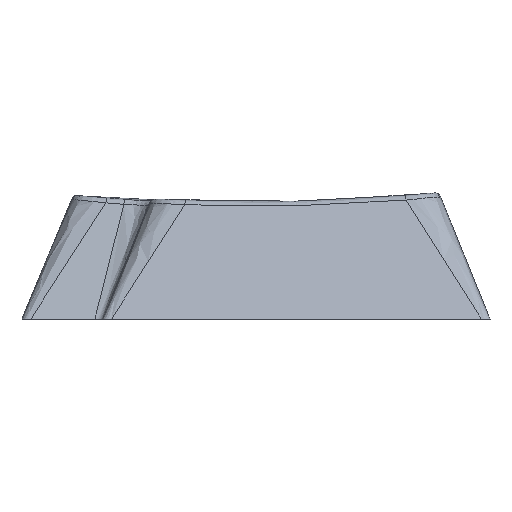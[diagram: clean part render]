
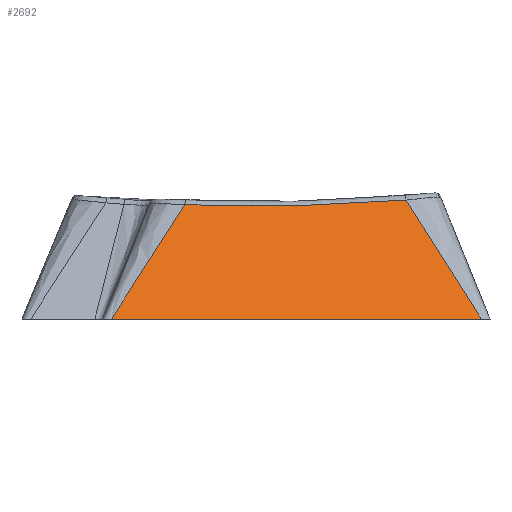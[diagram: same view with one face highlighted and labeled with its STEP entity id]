
A CAD part, front view. The second image highlights one B-rep face of the part: STEP entity #2692.
In plain terms, the highlighted free-form (B-spline) face has degree [3, 1] with [4, 2] control points.
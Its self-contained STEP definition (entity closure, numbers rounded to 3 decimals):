
#1387 = VERTEX_POINT('',#1388);
#1388 = CARTESIAN_POINT('',(10.922,-18.578,0.));
#1411 = EDGE_CURVE('',#1387,#1412,#1414,.T.);
#1412 = VERTEX_POINT('',#1413);
#1413 = CARTESIAN_POINT('',(-10.918,-18.578,0.));
#1414 = B_SPLINE_CURVE_WITH_KNOTS('',1,(#1415,#1416),.UNSPECIFIED.,.F.,
  .F.,(2,2),(324.385,346.225),.PIECEWISE_BEZIER_KNOTS.);
#1415 = CARTESIAN_POINT('',(10.922,-18.578,0.)
  );
#1416 = CARTESIAN_POINT('',(-10.918,-18.578,0.)
  );
#2247 = VERTEX_POINT('',#2248);
#2248 = CARTESIAN_POINT('',(-6.577,-15.321,6.739));
#2277 = EDGE_CURVE('',#2247,#1412,#2278,.T.);
#2278 = B_SPLINE_CURVE_WITH_KNOTS('',3,(#2279,#2280,#2281,#2282,#2283,
    #2284,#2285),.UNSPECIFIED.,.F.,.F.,(4,3,4),(-0.294,8.495,
    8.541),.UNSPECIFIED.);
#2279 = CARTESIAN_POINT('',(-6.577,-15.321,6.739));
#2280 = CARTESIAN_POINT('',(-8.017,-16.401,4.504));
#2281 = CARTESIAN_POINT('',(-9.456,-17.482,2.269));
#2282 = CARTESIAN_POINT('',(-10.896,-18.562,0.035));
#2283 = CARTESIAN_POINT('',(-10.903,-18.567,0.023));
#2284 = CARTESIAN_POINT('',(-10.911,-18.573,0.012));
#2285 = CARTESIAN_POINT('',(-10.918,-18.578,0.)
  );
#2370 = VERTEX_POINT('',#2371);
#2371 = CARTESIAN_POINT('',(6.485,-15.183,7.024));
#2389 = EDGE_CURVE('',#2370,#1387,#2390,.T.);
#2390 = B_SPLINE_CURVE_WITH_KNOTS('',3,(#2391,#2392,#2393,#2394,#2395,
    #2396,#2397),.UNSPECIFIED.,.F.,.F.,(4,3,4),(-0.184,8.918
    ,8.963),.UNSPECIFIED.);
#2391 = CARTESIAN_POINT('',(6.485,-15.183,7.024));
#2392 = CARTESIAN_POINT('',(7.957,-16.309,4.694));
#2393 = CARTESIAN_POINT('',(9.429,-17.436,2.364));
#2394 = CARTESIAN_POINT('',(10.9,-18.562,0.035));
#2395 = CARTESIAN_POINT('',(10.907,-18.567,0.023));
#2396 = CARTESIAN_POINT('',(10.915,-18.573,0.012));
#2397 = CARTESIAN_POINT('',(10.922,-18.578,0.)
  );
#2692 = ADVANCED_FACE('',(#2693),#2705,.F.);
#2693 = FACE_BOUND('',#2694,.F.);
#2694 = EDGE_LOOP('',(#2695,#2696,#2697,#2698));
#2695 = ORIENTED_EDGE('',*,*,#2389,.T.);
#2696 = ORIENTED_EDGE('',*,*,#1411,.T.);
#2697 = ORIENTED_EDGE('',*,*,#2277,.F.);
#2698 = ORIENTED_EDGE('',*,*,#2699,.F.);
#2699 = EDGE_CURVE('',#2370,#2247,#2700,.T.);
#2700 = B_SPLINE_CURVE_WITH_KNOTS('',3,(#2701,#2702,#2703,#2704),
  .UNSPECIFIED.,.F.,.F.,(4,4),(-0.141,12.934),
  .PIECEWISE_BEZIER_KNOTS.);
#2701 = CARTESIAN_POINT('',(6.485,-15.183,7.024));
#2702 = CARTESIAN_POINT('',(2.145,-15.358,6.663));
#2703 = CARTESIAN_POINT('',(-2.222,-15.404,6.568));
#2704 = CARTESIAN_POINT('',(-6.577,-15.321,6.739));
#2705 = B_SPLINE_SURFACE_WITH_KNOTS('',3,1,(
    (#2706,#2707)
    ,(#2708,#2709)
    ,(#2710,#2711)
    ,(#2712,#2713
    )),.UNSPECIFIED.,.F.,.F.,.F.,(4,4),(2,2),(0.,8.845),(-87.638,
    -64.775),.PIECEWISE_BEZIER_KNOTS.);
#2706 = CARTESIAN_POINT('',(-11.43,-18.578,0.));
#2707 = CARTESIAN_POINT('',(11.432,-18.578,0.));
#2708 = CARTESIAN_POINT('',(-10.422,-17.373,2.495));
#2709 = CARTESIAN_POINT('',(10.424,-17.373,2.495));
#2710 = CARTESIAN_POINT('',(-9.414,-16.167,4.989));
#2711 = CARTESIAN_POINT('',(9.416,-16.167,4.989));
#2712 = CARTESIAN_POINT('',(-8.405,-14.961,7.484));
#2713 = CARTESIAN_POINT('',(8.407,-14.961,7.484));
